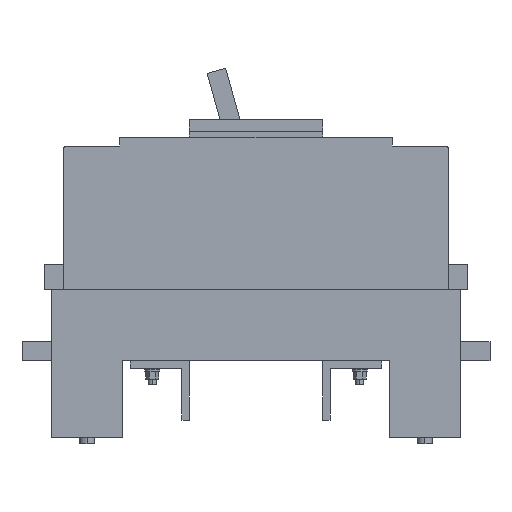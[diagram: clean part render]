
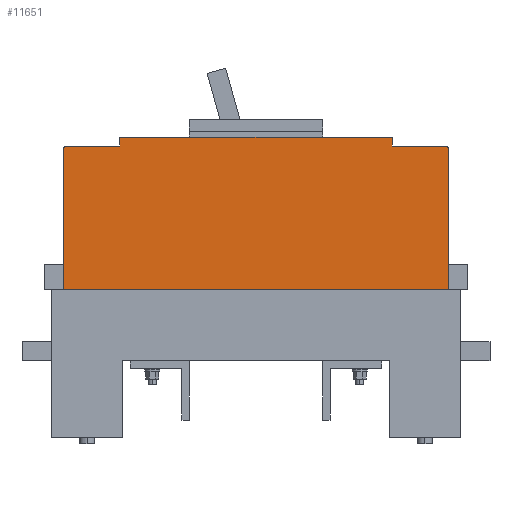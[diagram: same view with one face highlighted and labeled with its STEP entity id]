
A CAD part, left-side view. The second image highlights one B-rep face of the part: STEP entity #11651.
In plain terms, the highlighted planar face has unit normal (-1, 0, 0).
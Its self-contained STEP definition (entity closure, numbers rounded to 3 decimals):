
#49 = CARTESIAN_POINT ( 'NONE',  ( -70., 130., 0. ) ) ;
#273 = CARTESIAN_POINT ( 'NONE',  ( -70., -92., 97. ) ) ;
#318 = EDGE_CURVE ( 'NONE', #25429, #3179, #29638, .T. ) ;
#405 = CARTESIAN_POINT ( 'NONE',  ( -70., 130., 95. ) ) ;
#799 = EDGE_CURVE ( 'NONE', #5993, #1956, #10508, .T. ) ;
#1454 = VERTEX_POINT ( 'NONE', #25277 ) ;
#1580 = DIRECTION ( 'NONE',  ( -1., 0., 0. ) ) ;
#1956 = VERTEX_POINT ( 'NONE', #17193 ) ;
#2264 = AXIS2_PLACEMENT_3D ( 'NONE', #16524, #1580, #19026 ) ;
#2704 = VECTOR ( 'NONE', #28357, 1000. ) ;
#2811 = CARTESIAN_POINT ( 'NONE',  ( -70., -130., 103. ) ) ;
#3179 = VERTEX_POINT ( 'NONE', #405 ) ;
#3207 = CARTESIAN_POINT ( 'NONE',  ( -70., 92., 103. ) ) ;
#3244 = ORIENTED_EDGE ( 'NONE', *, *, #799, .T. ) ;
#3974 = VERTEX_POINT ( 'NONE', #31892 ) ;
#5054 = DIRECTION ( 'NONE',  ( 0., 0., 1. ) ) ;
#5058 = EDGE_CURVE ( 'NONE', #19454, #31733, #15964, .T. ) ;
#5653 = AXIS2_PLACEMENT_3D ( 'NONE', #6153, #21964, #20238 ) ;
#5993 = VERTEX_POINT ( 'NONE', #17457 ) ;
#6153 = CARTESIAN_POINT ( 'NONE',  ( -70., 128., 95. ) ) ;
#6856 = VECTOR ( 'NONE', #5054, 1000. ) ;
#7873 = ORIENTED_EDGE ( 'NONE', *, *, #5058, .F. ) ;
#8995 = EDGE_CURVE ( 'NONE', #9444, #3974, #13241, .T. ) ;
#9184 = DIRECTION ( 'NONE',  ( 1., 0., 0. ) ) ;
#9444 = VERTEX_POINT ( 'NONE', #16471 ) ;
#9574 = ORIENTED_EDGE ( 'NONE', *, *, #318, .T. ) ;
#10007 = CARTESIAN_POINT ( 'NONE',  ( -70., 128., 97. ) ) ;
#10508 = LINE ( 'NONE', #49, #23754 ) ;
#10516 = DIRECTION ( 'NONE',  ( 0., -1., 0. ) ) ;
#11192 = FACE_OUTER_BOUND ( 'NONE', #18415, .T. ) ;
#11210 = EDGE_CURVE ( 'NONE', #30171, #3974, #29969, .T. ) ;
#11651 = ADVANCED_FACE ( 'NONE', ( #11192 ), #24124, .F. ) ;
#11896 = VECTOR ( 'NONE', #25600, 1000. ) ;
#12153 = LINE ( 'NONE', #273, #25387 ) ;
#13241 = LINE ( 'NONE', #26861, #19047 ) ;
#14122 = CARTESIAN_POINT ( 'NONE',  ( -70., 130., 103. ) ) ;
#14457 = DIRECTION ( 'NONE',  ( 0., -1., 0. ) ) ;
#15964 = LINE ( 'NONE', #20969, #2704 ) ;
#15967 = DIRECTION ( 'NONE',  ( 0., 0., -1. ) ) ;
#16038 = ORIENTED_EDGE ( 'NONE', *, *, #27760, .F. ) ;
#16471 = CARTESIAN_POINT ( 'NONE',  ( -70., -92., 97. ) ) ;
#16524 = CARTESIAN_POINT ( 'NONE',  ( -70., -128., 95. ) ) ;
#16824 = ORIENTED_EDGE ( 'NONE', *, *, #22530, .F. ) ;
#16843 = EDGE_CURVE ( 'NONE', #25429, #1454, #27568, .T. ) ;
#17193 = CARTESIAN_POINT ( 'NONE',  ( -70., -130., 0. ) ) ;
#17457 = CARTESIAN_POINT ( 'NONE',  ( -70., 130., 0. ) ) ;
#17470 = DIRECTION ( 'NONE',  ( 0., -1., 0. ) ) ;
#17702 = DIRECTION ( 'NONE',  ( 0., 0., 1. ) ) ;
#18415 = EDGE_LOOP ( 'NONE', ( #16824, #27196, #21906, #24765, #7873, #16038, #20314, #9574, #18877, #3244 ) ) ;
#18877 = ORIENTED_EDGE ( 'NONE', *, *, #30519, .T. ) ;
#19026 = DIRECTION ( 'NONE',  ( 0., 1., 0. ) ) ;
#19047 = VECTOR ( 'NONE', #14457, 1000. ) ;
#19454 = VERTEX_POINT ( 'NONE', #3207 ) ;
#20006 = CARTESIAN_POINT ( 'NONE',  ( -70., 92., 97. ) ) ;
#20238 = DIRECTION ( 'NONE',  ( 0., 1., 0. ) ) ;
#20314 = ORIENTED_EDGE ( 'NONE', *, *, #16843, .F. ) ;
#20969 = CARTESIAN_POINT ( 'NONE',  ( -70., 130., 103. ) ) ;
#21906 = ORIENTED_EDGE ( 'NONE', *, *, #8995, .F. ) ;
#21964 = DIRECTION ( 'NONE',  ( -1., 0., 0. ) ) ;
#22530 = EDGE_CURVE ( 'NONE', #30171, #1956, #25134, .T. ) ;
#23754 = VECTOR ( 'NONE', #17470, 1000. ) ;
#24124 = PLANE ( 'NONE',  #28818 ) ;
#24765 = ORIENTED_EDGE ( 'NONE', *, *, #26106, .T. ) ;
#25134 = LINE ( 'NONE', #2811, #11896 ) ;
#25277 = CARTESIAN_POINT ( 'NONE',  ( -70., 92., 97. ) ) ;
#25387 = VECTOR ( 'NONE', #17702, 1000. ) ;
#25429 = VERTEX_POINT ( 'NONE', #10007 ) ;
#25600 = DIRECTION ( 'NONE',  ( 0., 0., -1. ) ) ;
#25903 = CARTESIAN_POINT ( 'NONE',  ( -70., 130., 103. ) ) ;
#25961 = LINE ( 'NONE', #20006, #6856 ) ;
#26106 = EDGE_CURVE ( 'NONE', #9444, #31733, #12153, .T. ) ;
#26377 = CARTESIAN_POINT ( 'NONE',  ( -70., -130., 95. ) ) ;
#26644 = DIRECTION ( 'NONE',  ( 0., 1., 0. ) ) ;
#26795 = VECTOR ( 'NONE', #10516, 1000. ) ;
#26861 = CARTESIAN_POINT ( 'NONE',  ( -70., -130., 97. ) ) ;
#27196 = ORIENTED_EDGE ( 'NONE', *, *, #11210, .T. ) ;
#27568 = LINE ( 'NONE', #27950, #26795 ) ;
#27663 = VECTOR ( 'NONE', #15967, 1000. ) ;
#27760 = EDGE_CURVE ( 'NONE', #1454, #19454, #25961, .T. ) ;
#27950 = CARTESIAN_POINT ( 'NONE',  ( -70., 130., 97. ) ) ;
#28357 = DIRECTION ( 'NONE',  ( 0., -1., 0. ) ) ;
#28446 = LINE ( 'NONE', #25903, #27663 ) ;
#28818 = AXIS2_PLACEMENT_3D ( 'NONE', #14122, #9184, #26644 ) ;
#29638 = CIRCLE ( 'NONE', #5653, 2. ) ;
#29660 = CARTESIAN_POINT ( 'NONE',  ( -70., -92., 103. ) ) ;
#29969 = CIRCLE ( 'NONE', #2264, 2. ) ;
#30171 = VERTEX_POINT ( 'NONE', #26377 ) ;
#30519 = EDGE_CURVE ( 'NONE', #3179, #5993, #28446, .T. ) ;
#31733 = VERTEX_POINT ( 'NONE', #29660 ) ;
#31892 = CARTESIAN_POINT ( 'NONE',  ( -70., -128., 97. ) ) ;
